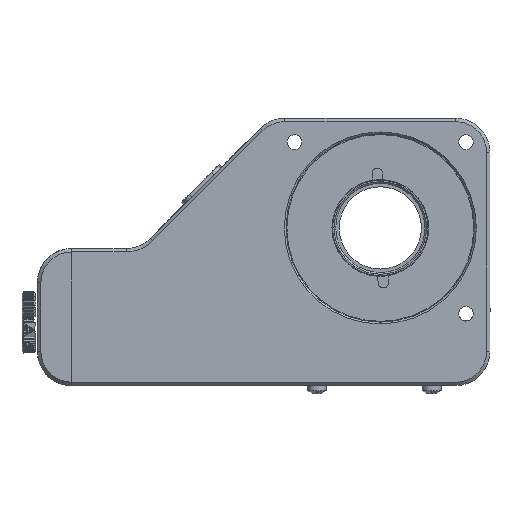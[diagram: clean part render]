
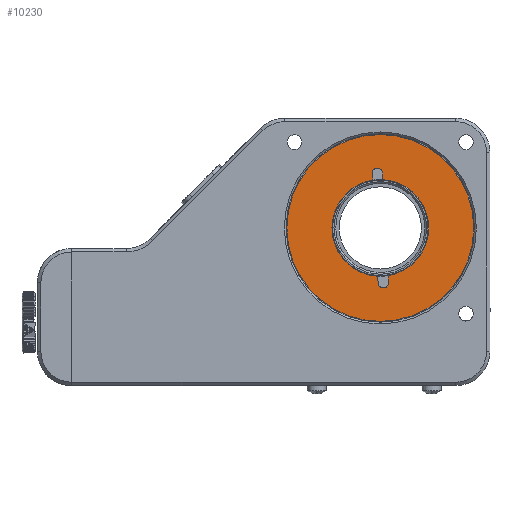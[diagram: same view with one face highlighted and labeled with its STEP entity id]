
A CAD part, front view. The second image highlights one B-rep face of the part: STEP entity #10230.
In plain terms, the highlighted planar face has unit normal (0, 1, 0).
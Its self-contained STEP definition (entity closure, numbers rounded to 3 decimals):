
#63 = ORIENTED_EDGE ( 'NONE', *, *, #23979, .T. ) ;
#201 = ORIENTED_EDGE ( 'NONE', *, *, #9514, .T. ) ;
#225 = CARTESIAN_POINT ( 'NONE',  ( 64.691, 0.25, 27.699 ) ) ;
#226 = VERTEX_POINT ( 'NONE', #3203 ) ;
#333 = ORIENTED_EDGE ( 'NONE', *, *, #6561, .T. ) ;
#896 = CARTESIAN_POINT ( 'NONE',  ( 37.441, 0.25, 27.699 ) ) ;
#1356 = EDGE_CURVE ( 'NONE', #4596, #19934, #3898, .T. ) ;
#1661 = AXIS2_PLACEMENT_3D ( 'NONE', #10329, #10141, #25127 ) ;
#2171 = DIRECTION ( 'NONE',  ( 0., -1., 0. ) ) ;
#2290 = CIRCLE ( 'NONE', #13381, 14.1 ) ;
#2711 = VERTEX_POINT ( 'NONE', #14850 ) ;
#2822 = VERTEX_POINT ( 'NONE', #22667 ) ;
#2886 = AXIS2_PLACEMENT_3D ( 'NONE', #24203, #3220, #24472 ) ;
#3203 = CARTESIAN_POINT ( 'NONE',  ( 65.339, 0.25, 43.756 ) ) ;
#3220 = DIRECTION ( 'NONE',  ( 0., -1., 0. ) ) ;
#3404 = VERTEX_POINT ( 'NONE', #27256 ) ;
#3453 = CARTESIAN_POINT ( 'NONE',  ( 66.933, 0.25, 13.778 ) ) ;
#3542 = CARTESIAN_POINT ( 'NONE',  ( 67.038, 0.25, 11.801 ) ) ;
#3898 = CIRCLE ( 'NONE', #13533, 14.1 ) ;
#3904 = DIRECTION ( 'NONE',  ( -0.053, 0., 0.999 ) ) ;
#3982 = EDGE_CURVE ( 'NONE', #8842, #15347, #17350, .T. ) ;
#4020 = CARTESIAN_POINT ( 'NONE',  ( 63.937, 0.25, 13.619 ) ) ;
#4092 = ORIENTED_EDGE ( 'NONE', *, *, #11611, .T. ) ;
#4111 = LINE ( 'NONE', #16661, #23323 ) ;
#4379 = ORIENTED_EDGE ( 'NONE', *, *, #14992, .T. ) ;
#4489 = AXIS2_PLACEMENT_3D ( 'NONE', #25567, #11146, #23654 ) ;
#4596 = VERTEX_POINT ( 'NONE', #19450 ) ;
#4651 = DIRECTION ( 'NONE',  ( 0., 1., 0. ) ) ;
#4916 = CARTESIAN_POINT ( 'NONE',  ( 64.691, 0.25, 27.699 ) ) ;
#6561 = EDGE_CURVE ( 'NONE', #25274, #3404, #11629, .T. ) ;
#6619 = LINE ( 'NONE', #27170, #7954 ) ;
#6685 = VECTOR ( 'NONE', #7615, 1000. ) ;
#6748 = CARTESIAN_POINT ( 'NONE',  ( 65.54, 0.25, 11.721 ) ) ;
#6969 = EDGE_CURVE ( 'NONE', #15347, #25208, #16223, .T. ) ;
#7324 = ORIENTED_EDGE ( 'NONE', *, *, #3982, .T. ) ;
#7347 = CIRCLE ( 'NONE', #19579, 27.25 ) ;
#7615 = DIRECTION ( 'NONE',  ( -0.053, 0., 0.999 ) ) ;
#7954 = VECTOR ( 'NONE', #10527, 1000. ) ;
#8610 = CIRCLE ( 'NONE', #10864, 14.1 ) ;
#8778 = VERTEX_POINT ( 'NONE', #19966 ) ;
#8842 = VERTEX_POINT ( 'NONE', #22364 ) ;
#9181 = DIRECTION ( 'NONE',  ( -1., 0., 0. ) ) ;
#9301 = CARTESIAN_POINT ( 'NONE',  ( 50.591, 0.25, 27.699 ) ) ;
#9458 = CARTESIAN_POINT ( 'NONE',  ( 65.444, 0.25, 41.779 ) ) ;
#9514 = EDGE_CURVE ( 'NONE', #19934, #8842, #8610, .T. ) ;
#10141 = DIRECTION ( 'NONE',  ( 0., 1., 0. ) ) ;
#10172 = EDGE_CURVE ( 'NONE', #8778, #4596, #6619, .T. ) ;
#10230 = ADVANCED_FACE ( 'NONE', ( #25457, #13583 ), #25219, .T. ) ;
#10255 = AXIS2_PLACEMENT_3D ( 'NONE', #19863, #13491, #24041 ) ;
#10329 = CARTESIAN_POINT ( 'NONE',  ( 63.244, 0.25, 54.91 ) ) ;
#10331 = CARTESIAN_POINT ( 'NONE',  ( 64.691, 0.25, 27.699 ) ) ;
#10527 = DIRECTION ( 'NONE',  ( 0.053, 0., -0.999 ) ) ;
#10637 = ORIENTED_EDGE ( 'NONE', *, *, #10172, .T. ) ;
#10864 = AXIS2_PLACEMENT_3D ( 'NONE', #4916, #11681, #9181 ) ;
#11060 = VECTOR ( 'NONE', #22999, 1000. ) ;
#11146 = DIRECTION ( 'NONE',  ( 0., 1., 0. ) ) ;
#11611 = EDGE_CURVE ( 'NONE', #3404, #24377, #2290, .T. ) ;
#11629 = CIRCLE ( 'NONE', #15915, 14.1 ) ;
#11681 = DIRECTION ( 'NONE',  ( 0., -1., 0. ) ) ;
#12011 = ORIENTED_EDGE ( 'NONE', *, *, #13180, .T. ) ;
#12769 = DIRECTION ( 'NONE',  ( -1., 0., 0. ) ) ;
#12854 = DIRECTION ( 'NONE',  ( 0., -1., 0. ) ) ;
#12998 = ORIENTED_EDGE ( 'NONE', *, *, #26438, .T. ) ;
#13180 = EDGE_CURVE ( 'NONE', #226, #2822, #26357, .T. ) ;
#13381 = AXIS2_PLACEMENT_3D ( 'NONE', #18584, #16173, #14157 ) ;
#13491 = DIRECTION ( 'NONE',  ( 0., -1., 0. ) ) ;
#13533 = AXIS2_PLACEMENT_3D ( 'NONE', #225, #2171, #27419 ) ;
#13583 = FACE_BOUND ( 'NONE', #26224, .T. ) ;
#13595 = ORIENTED_EDGE ( 'NONE', *, *, #1356, .T. ) ;
#14157 = DIRECTION ( 'NONE',  ( -1., 0., 0. ) ) ;
#14205 = EDGE_LOOP ( 'NONE', ( #63, #12998 ) ) ;
#14507 = DIRECTION ( 'NONE',  ( -1., 0., 0. ) ) ;
#14765 = EDGE_CURVE ( 'NONE', #2822, #8778, #24881, .T. ) ;
#14850 = CARTESIAN_POINT ( 'NONE',  ( 91.941, 0.25, 27.699 ) ) ;
#14992 = EDGE_CURVE ( 'NONE', #24377, #226, #16957, .T. ) ;
#15018 = CARTESIAN_POINT ( 'NONE',  ( 64.691, 0.25, 27.699 ) ) ;
#15347 = VERTEX_POINT ( 'NONE', #26017 ) ;
#15915 = AXIS2_PLACEMENT_3D ( 'NONE', #10331, #12854, #14507 ) ;
#16173 = DIRECTION ( 'NONE',  ( 0., -1., 0. ) ) ;
#16223 = CIRCLE ( 'NONE', #23230, 1.5 ) ;
#16661 = CARTESIAN_POINT ( 'NONE',  ( 67.038, 0.25, 11.801 ) ) ;
#16957 = LINE ( 'NONE', #9458, #6685 ) ;
#17123 = DIRECTION ( 'NONE',  ( 0., -1., 0. ) ) ;
#17350 = LINE ( 'NONE', #4020, #11060 ) ;
#18194 = ORIENTED_EDGE ( 'NONE', *, *, #14765, .T. ) ;
#18584 = CARTESIAN_POINT ( 'NONE',  ( 64.691, 0.25, 27.699 ) ) ;
#19038 = CIRCLE ( 'NONE', #4489, 27.25 ) ;
#19450 = CARTESIAN_POINT ( 'NONE',  ( 62.448, 0.25, 41.619 ) ) ;
#19579 = AXIS2_PLACEMENT_3D ( 'NONE', #15018, #4651, #23465 ) ;
#19863 = CARTESIAN_POINT ( 'NONE',  ( 63.841, 0.25, 43.676 ) ) ;
#19934 = VERTEX_POINT ( 'NONE', #9301 ) ;
#19966 = CARTESIAN_POINT ( 'NONE',  ( 62.343, 0.25, 43.597 ) ) ;
#20363 = ORIENTED_EDGE ( 'NONE', *, *, #25383, .T. ) ;
#22364 = CARTESIAN_POINT ( 'NONE',  ( 63.937, 0.25, 13.619 ) ) ;
#22667 = CARTESIAN_POINT ( 'NONE',  ( 62.341, 0.25, 43.676 ) ) ;
#22999 = DIRECTION ( 'NONE',  ( 0.053, 0., -0.999 ) ) ;
#23230 = AXIS2_PLACEMENT_3D ( 'NONE', #6748, #17123, #12769 ) ;
#23323 = VECTOR ( 'NONE', #3904, 1000. ) ;
#23465 = DIRECTION ( 'NONE',  ( -1., 0., 0. ) ) ;
#23654 = DIRECTION ( 'NONE',  ( -1., 0., 0. ) ) ;
#23967 = ORIENTED_EDGE ( 'NONE', *, *, #6969, .T. ) ;
#23979 = EDGE_CURVE ( 'NONE', #25175, #2711, #19038, .T. ) ;
#24041 = DIRECTION ( 'NONE',  ( -1., 0., 0. ) ) ;
#24203 = CARTESIAN_POINT ( 'NONE',  ( 63.841, 0.25, 43.676 ) ) ;
#24377 = VERTEX_POINT ( 'NONE', #26837 ) ;
#24472 = DIRECTION ( 'NONE',  ( -1., 0., 0. ) ) ;
#24881 = CIRCLE ( 'NONE', #2886, 1.5 ) ;
#25127 = DIRECTION ( 'NONE',  ( 1., 0., 0. ) ) ;
#25175 = VERTEX_POINT ( 'NONE', #896 ) ;
#25208 = VERTEX_POINT ( 'NONE', #3542 ) ;
#25219 = PLANE ( 'NONE',  #1661 ) ;
#25274 = VERTEX_POINT ( 'NONE', #3453 ) ;
#25383 = EDGE_CURVE ( 'NONE', #25208, #25274, #4111, .T. ) ;
#25457 = FACE_OUTER_BOUND ( 'NONE', #14205, .T. ) ;
#25567 = CARTESIAN_POINT ( 'NONE',  ( 64.691, 0.25, 27.699 ) ) ;
#26017 = CARTESIAN_POINT ( 'NONE',  ( 64.042, 0.25, 11.642 ) ) ;
#26224 = EDGE_LOOP ( 'NONE', ( #20363, #333, #4092, #4379, #12011, #18194, #10637, #13595, #201, #7324, #23967 ) ) ;
#26357 = CIRCLE ( 'NONE', #10255, 1.5 ) ;
#26438 = EDGE_CURVE ( 'NONE', #2711, #25175, #7347, .T. ) ;
#26837 = CARTESIAN_POINT ( 'NONE',  ( 65.444, 0.25, 41.779 ) ) ;
#27170 = CARTESIAN_POINT ( 'NONE',  ( 62.343, 0.25, 43.597 ) ) ;
#27256 = CARTESIAN_POINT ( 'NONE',  ( 78.791, 0.25, 27.699 ) ) ;
#27419 = DIRECTION ( 'NONE',  ( -1., 0., 0. ) ) ;
